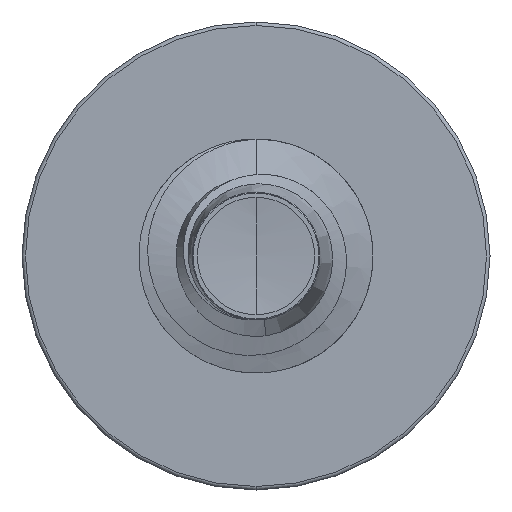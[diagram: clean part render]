
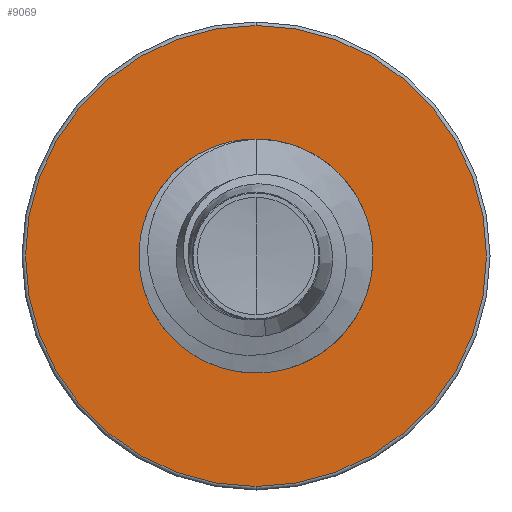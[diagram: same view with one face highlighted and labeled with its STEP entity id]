
A CAD part, front view. The second image highlights one B-rep face of the part: STEP entity #9069.
In plain terms, the highlighted planar face has unit normal (0, -1, 0).
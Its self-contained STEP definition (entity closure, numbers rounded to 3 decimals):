
#41 = ORIENTED_EDGE ( 'NONE', *, *, #8474, .T. ) ;
#807 = AXIS2_PLACEMENT_3D ( 'NONE', #10147, #10146, #10132 ) ;
#1346 = EDGE_CURVE ( 'NONE', #10635, #7500, #5397, .T. ) ;
#1494 = EDGE_LOOP ( 'NONE', ( #41, #8240 ) ) ;
#1899 = EDGE_CURVE ( 'NONE', #10705, #5127, #8506, .T. ) ;
#1923 = EDGE_CURVE ( 'NONE', #7500, #10635, #10168, .T. ) ;
#1995 = CARTESIAN_POINT ( 'NONE',  ( 0., 5., -1.989 ) ) ;
#2099 = CARTESIAN_POINT ( 'NONE',  ( 0., 5., 3.94 ) ) ;
#3111 = FACE_OUTER_BOUND ( 'NONE', #9463, .T. ) ;
#4572 = DIRECTION ( 'NONE',  ( 0., 0., 1. ) ) ;
#4576 = DIRECTION ( 'NONE',  ( 0., 1., 0. ) ) ;
#4588 = CARTESIAN_POINT ( 'NONE',  ( 0., 5., 0. ) ) ;
#4623 = DIRECTION ( 'NONE',  ( 0., 0., 1. ) ) ;
#4626 = DIRECTION ( 'NONE',  ( 0., 1., 0. ) ) ;
#4639 = CARTESIAN_POINT ( 'NONE',  ( 0., 5., 0. ) ) ;
#5127 = VERTEX_POINT ( 'NONE', #6731 ) ;
#5397 = CIRCLE ( 'NONE', #7839, 3.94 ) ;
#6134 = CARTESIAN_POINT ( 'NONE',  ( 0., 5., -3.94 ) ) ;
#6731 = CARTESIAN_POINT ( 'NONE',  ( 0., 5., 1.989 ) ) ;
#7500 = VERTEX_POINT ( 'NONE', #6134 ) ;
#7839 = AXIS2_PLACEMENT_3D ( 'NONE', #9879, #9889, #8305 ) ;
#7991 = ORIENTED_EDGE ( 'NONE', *, *, #1346, .F. ) ;
#7995 = FACE_BOUND ( 'NONE', #1494, .T. ) ;
#8240 = ORIENTED_EDGE ( 'NONE', *, *, #1899, .T. ) ;
#8305 = DIRECTION ( 'NONE',  ( 0., 0., 1. ) ) ;
#8330 = DIRECTION ( 'NONE',  ( 0., 0., 1. ) ) ;
#8340 = DIRECTION ( 'NONE',  ( 0., 1., 0. ) ) ;
#8474 = EDGE_CURVE ( 'NONE', #5127, #10705, #10048, .T. ) ;
#8506 = CIRCLE ( 'NONE', #9510, 1.989 ) ;
#8552 = CARTESIAN_POINT ( 'NONE',  ( 0., 5., -1.989 ) ) ;
#8645 = PLANE ( 'NONE',  #10312 ) ;
#9069 = ADVANCED_FACE ( 'NONE', ( #3111, #7995 ), #8645, .F. ) ;
#9463 = EDGE_LOOP ( 'NONE', ( #7991, #9783 ) ) ;
#9510 = AXIS2_PLACEMENT_3D ( 'NONE', #4639, #4626, #4623 ) ;
#9783 = ORIENTED_EDGE ( 'NONE', *, *, #1923, .F. ) ;
#9879 = CARTESIAN_POINT ( 'NONE',  ( 0., 5., 0. ) ) ;
#9889 = DIRECTION ( 'NONE',  ( 0., 1., 0. ) ) ;
#10048 = CIRCLE ( 'NONE', #807, 1.989 ) ;
#10132 = DIRECTION ( 'NONE',  ( 0., 0., 1. ) ) ;
#10146 = DIRECTION ( 'NONE',  ( 0., 1., 0. ) ) ;
#10147 = CARTESIAN_POINT ( 'NONE',  ( 0., 5., 0. ) ) ;
#10168 = CIRCLE ( 'NONE', #10586, 3.94 ) ;
#10312 = AXIS2_PLACEMENT_3D ( 'NONE', #8552, #8340, #8330 ) ;
#10586 = AXIS2_PLACEMENT_3D ( 'NONE', #4588, #4576, #4572 ) ;
#10635 = VERTEX_POINT ( 'NONE', #2099 ) ;
#10705 = VERTEX_POINT ( 'NONE', #1995 ) ;
